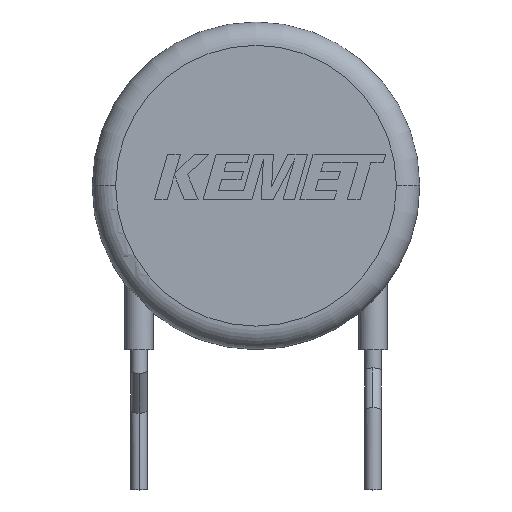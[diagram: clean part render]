
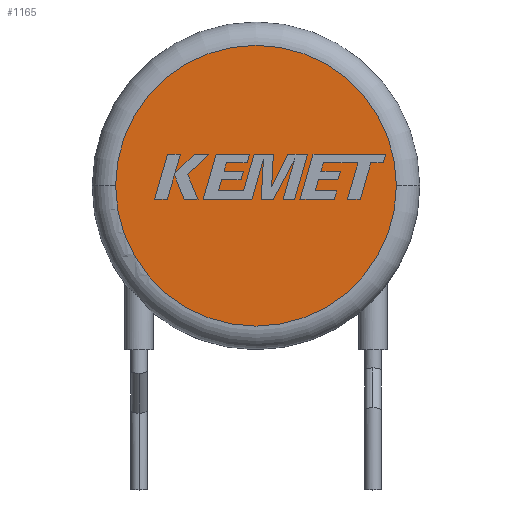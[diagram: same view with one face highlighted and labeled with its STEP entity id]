
A CAD part, top view. The second image highlights one B-rep face of the part: STEP entity #1165.
In plain terms, the highlighted planar face has unit normal (0, 0, 1).
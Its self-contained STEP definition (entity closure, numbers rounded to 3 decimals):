
#4 = CIRCLE ( 'NONE', #3586, 6. ) ;
#79 = CARTESIAN_POINT ( 'NONE',  ( 6., 0., 5. ) ) ;
#494 = DIRECTION ( 'NONE',  ( 1., 0., 0. ) ) ;
#979 = EDGE_CURVE ( 'NONE', #1445, #3070, #2565, .T. ) ;
#1165 = ADVANCED_FACE ( 'NONE', ( #1397 ), #2844, .T. ) ;
#1397 = FACE_OUTER_BOUND ( 'NONE', #3575, .T. ) ;
#1445 = VERTEX_POINT ( 'NONE', #79 ) ;
#1494 = DIRECTION ( 'NONE',  ( 0., 0., 1. ) ) ;
#1701 = DIRECTION ( 'NONE',  ( 1., 0., 0. ) ) ;
#1710 = ORIENTED_EDGE ( 'NONE', *, *, #979, .T. ) ;
#1799 = CARTESIAN_POINT ( 'NONE',  ( 0., 0., 5. ) ) ;
#2107 = AXIS2_PLACEMENT_3D ( 'NONE', #3741, #3451, #1701 ) ;
#2153 = DIRECTION ( 'NONE',  ( 1., 0., 0. ) ) ;
#2192 = AXIS2_PLACEMENT_3D ( 'NONE', #1799, #1494, #2153 ) ;
#2220 = DIRECTION ( 'NONE',  ( 0., 0., 1. ) ) ;
#2511 = ORIENTED_EDGE ( 'NONE', *, *, #3299, .T. ) ;
#2513 = CARTESIAN_POINT ( 'NONE',  ( -6., 0., 5. ) ) ;
#2565 = CIRCLE ( 'NONE', #2192, 6. ) ;
#2844 = PLANE ( 'NONE',  #2107 ) ;
#3070 = VERTEX_POINT ( 'NONE', #2513 ) ;
#3299 = EDGE_CURVE ( 'NONE', #3070, #1445, #4, .T. ) ;
#3386 = CARTESIAN_POINT ( 'NONE',  ( 0., 0., 5. ) ) ;
#3451 = DIRECTION ( 'NONE',  ( 0., 0., 1. ) ) ;
#3575 = EDGE_LOOP ( 'NONE', ( #1710, #2511 ) ) ;
#3586 = AXIS2_PLACEMENT_3D ( 'NONE', #3386, #2220, #494 ) ;
#3741 = CARTESIAN_POINT ( 'NONE',  ( 0., 0., 5. ) ) ;
